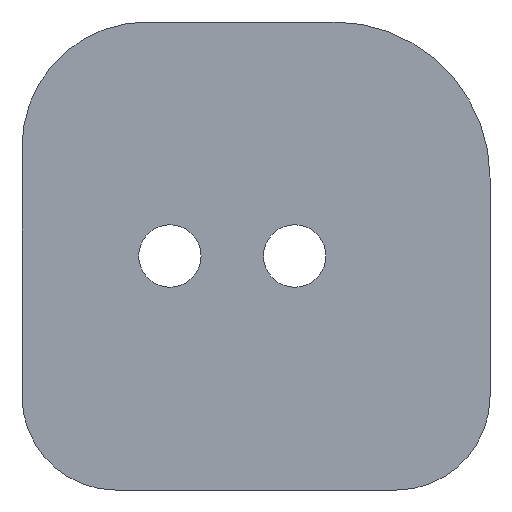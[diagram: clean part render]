
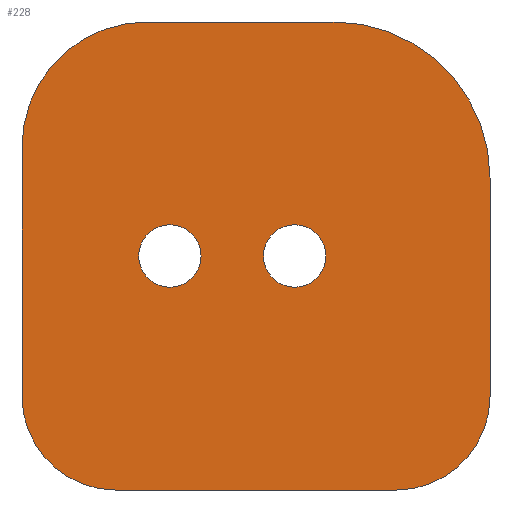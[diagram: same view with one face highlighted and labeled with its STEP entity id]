
A CAD part, front view. The second image highlights one B-rep face of the part: STEP entity #228.
In plain terms, the highlighted planar face has unit normal (0, -1, 0).
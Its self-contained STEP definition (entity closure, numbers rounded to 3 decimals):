
#17=FACE_BOUND('',#51,.T.);
#18=FACE_BOUND('',#52,.T.);
#24=PLANE('',#266);
#36=FACE_OUTER_BOUND('',#50,.T.);
#50=EDGE_LOOP('',(#201,#202,#203,#204,#205,#206,#207,#208));
#51=EDGE_LOOP('',(#209));
#52=EDGE_LOOP('',(#210));
#57=LINE('',#359,#75);
#61=LINE('',#371,#79);
#65=LINE('',#383,#83);
#69=LINE('',#394,#87);
#75=VECTOR('',#293,10.);
#79=VECTOR('',#305,10.);
#83=VECTOR('',#317,10.);
#87=VECTOR('',#329,10.);
#90=CIRCLE('',#245,5.);
#92=CIRCLE('',#248,5.);
#93=CIRCLE('',#250,15.);
#95=CIRCLE('',#254,25.);
#97=CIRCLE('',#258,20.);
#99=CIRCLE('',#262,15.);
#102=VERTEX_POINT('',#339);
#104=VERTEX_POINT('',#345);
#105=VERTEX_POINT('',#349);
#106=VERTEX_POINT('',#350);
#109=VERTEX_POINT('',#358);
#111=VERTEX_POINT('',#364);
#113=VERTEX_POINT('',#370);
#115=VERTEX_POINT('',#376);
#117=VERTEX_POINT('',#382);
#119=VERTEX_POINT('',#388);
#123=EDGE_CURVE('',#102,#102,#90,.T.);
#126=EDGE_CURVE('',#104,#104,#92,.T.);
#127=EDGE_CURVE('',#105,#106,#93,.T.);
#131=EDGE_CURVE('',#109,#105,#57,.T.);
#134=EDGE_CURVE('',#111,#109,#95,.T.);
#137=EDGE_CURVE('',#113,#111,#61,.T.);
#140=EDGE_CURVE('',#115,#113,#97,.T.);
#143=EDGE_CURVE('',#117,#115,#65,.T.);
#146=EDGE_CURVE('',#119,#117,#99,.T.);
#149=EDGE_CURVE('',#106,#119,#69,.T.);
#201=ORIENTED_EDGE('',*,*,#149,.F.);
#202=ORIENTED_EDGE('',*,*,#127,.F.);
#203=ORIENTED_EDGE('',*,*,#131,.F.);
#204=ORIENTED_EDGE('',*,*,#134,.F.);
#205=ORIENTED_EDGE('',*,*,#137,.F.);
#206=ORIENTED_EDGE('',*,*,#140,.F.);
#207=ORIENTED_EDGE('',*,*,#143,.F.);
#208=ORIENTED_EDGE('',*,*,#146,.F.);
#209=ORIENTED_EDGE('',*,*,#126,.F.);
#210=ORIENTED_EDGE('',*,*,#123,.F.);
#228=ADVANCED_FACE('',(#36,#17,#18),#24,.F.);
#245=AXIS2_PLACEMENT_3D('',#341,#274,#275);
#248=AXIS2_PLACEMENT_3D('',#347,#281,#282);
#250=AXIS2_PLACEMENT_3D('',#351,#285,#286);
#254=AXIS2_PLACEMENT_3D('',#365,#298,#299);
#258=AXIS2_PLACEMENT_3D('',#377,#310,#311);
#262=AXIS2_PLACEMENT_3D('',#389,#322,#323);
#266=AXIS2_PLACEMENT_3D('',#397,#333,#334);
#274=DIRECTION('center_axis',(0.,-1.,0.));
#275=DIRECTION('ref_axis',(-1.,0.,0.));
#281=DIRECTION('center_axis',(0.,-1.,0.));
#282=DIRECTION('ref_axis',(-1.,0.,0.));
#285=DIRECTION('center_axis',(0.,1.,0.));
#286=DIRECTION('ref_axis',(1.,0.,0.));
#293=DIRECTION('',(0.,0.,-1.));
#298=DIRECTION('center_axis',(0.,1.,0.));
#299=DIRECTION('ref_axis',(0.,0.,1.));
#305=DIRECTION('',(1.,0.,0.));
#310=DIRECTION('center_axis',(0.,1.,0.));
#311=DIRECTION('ref_axis',(-1.,0.,0.));
#317=DIRECTION('',(0.,0.,1.));
#322=DIRECTION('center_axis',(0.,1.,0.));
#323=DIRECTION('ref_axis',(0.,0.,-1.));
#329=DIRECTION('',(-1.,0.,0.));
#333=DIRECTION('center_axis',(0.,1.,0.));
#334=DIRECTION('ref_axis',(-1.,0.,0.));
#339=CARTESIAN_POINT('',(-8.8,0.8,0.));
#341=CARTESIAN_POINT('Origin',(-13.8,0.8,0.));
#345=CARTESIAN_POINT('',(11.2,0.8,0.));
#347=CARTESIAN_POINT('Origin',(6.2,0.8,0.));
#349=CARTESIAN_POINT('',(37.5,0.8,-22.5));
#350=CARTESIAN_POINT('',(22.5,0.8,-37.5));
#351=CARTESIAN_POINT('Origin',(22.5,0.8,-22.5));
#358=CARTESIAN_POINT('',(37.5,0.8,12.5));
#359=CARTESIAN_POINT('',(37.5,0.8,12.5));
#364=CARTESIAN_POINT('',(12.5,0.8,37.5));
#365=CARTESIAN_POINT('Origin',(12.5,0.8,12.5));
#370=CARTESIAN_POINT('',(-17.5,0.8,37.5));
#371=CARTESIAN_POINT('',(-17.5,0.8,37.5));
#376=CARTESIAN_POINT('',(-37.5,0.8,17.5));
#377=CARTESIAN_POINT('Origin',(-17.5,0.8,17.5));
#382=CARTESIAN_POINT('',(-37.5,0.8,-22.5));
#383=CARTESIAN_POINT('',(-37.5,0.8,-22.5));
#388=CARTESIAN_POINT('',(-22.5,0.8,-37.5));
#389=CARTESIAN_POINT('Origin',(-22.5,0.8,-22.5));
#394=CARTESIAN_POINT('',(22.5,0.8,-37.5));
#397=CARTESIAN_POINT('Origin',(0.,0.8,0.));
